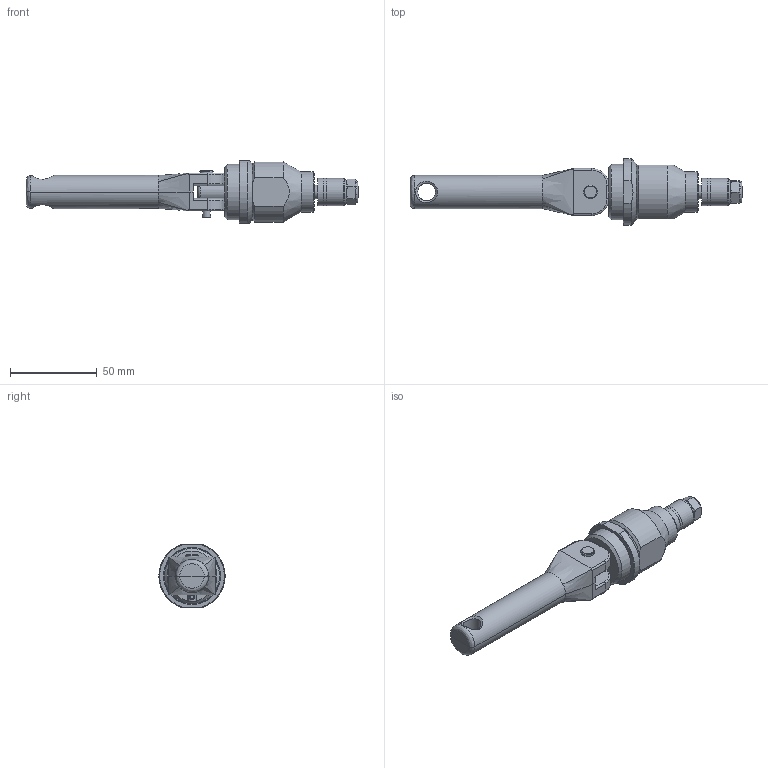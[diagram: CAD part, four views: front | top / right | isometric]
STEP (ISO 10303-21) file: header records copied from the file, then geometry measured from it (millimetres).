
FILE_DESCRIPTION(/* description */ (''),/* implementation_level */ '2;1');
FILE_NAME(/* name */ 'ZN221 CAD MODEL.stp',/* time_stamp */ '2014-10-09T10:20:56-05:00',/* author */ ('scottg'),/* organization */ ('FasTest,Inc.'),/* preprocessor_version */ 'ST-DEVELOPER v15.2',/* originating_system */ 'Autodesk Inventor 2014',/* authorisation */ '');
FILE_SCHEMA (('AUTOMOTIVE_DESIGN { 1 0 10303 214 3 1 1 }'));
Length unit declared in the file: inch
Products named in the file (5): ZN221 SOLID; 5ZN190 CADModel; H1131; 90101A240; ZN221 CAD MODEL
Bounding box: 190.96 x 38.1 x 35.81 mm (x, y, z)
Volume: 79281.5 mm3; surface area: 23835.8 mm2
Topology: 5 solids, 5 shells, 183 faces, 412 edges, 258 vertices
Faces by surface type: cylinder 62, plane 54, cone 42, torus 13, bspline 12
Full cylindrical faces by diameter (mm): 2.286 x1, 4.293 x1, 4.635 x1, 4.877 x2, 4.902 x1, 6.924 x1, 7.021 x4, 7.874 x1, 7.899 x5, 7.938 x5, 8.754 x1, 10.16 x2, 10.719 x1, 11.176 x1, 11.227 x1, 15.697 x4, 20.32 x1, 23.114 x1, 31.75 x1, 32.512 x1
Entity records: 6179 total; most frequent: CARTESIAN_POINT 2376, DIRECTION 769, ORIENTED_EDGE 680, AXIS2_PLACEMENT_3D 343, EDGE_CURVE 340, EDGE_LOOP 275, VERTEX_POINT 243, ADVANCED_FACE 183
